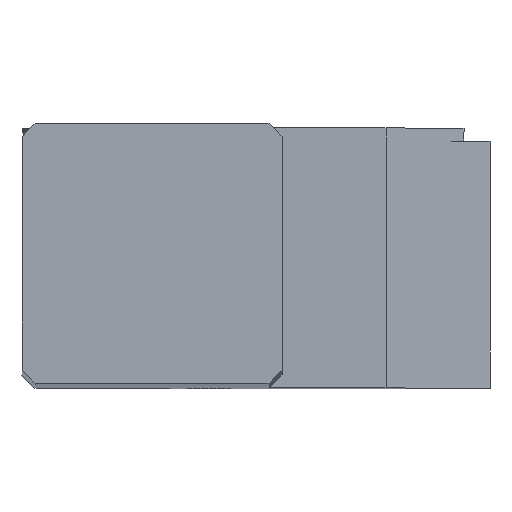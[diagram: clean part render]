
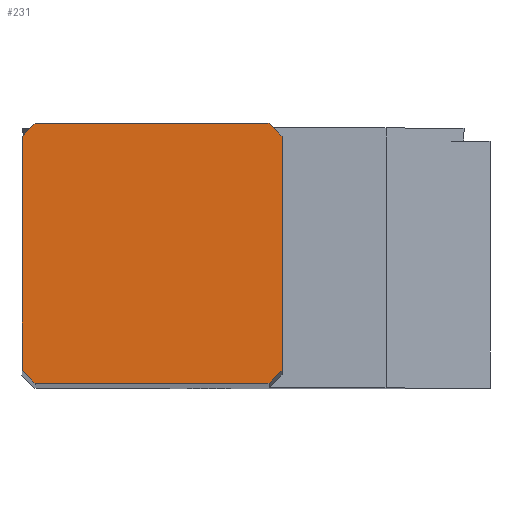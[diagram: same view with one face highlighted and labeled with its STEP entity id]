
A CAD part, top view. The second image highlights one B-rep face of the part: STEP entity #231.
In plain terms, the highlighted planar face has unit normal (0, 0, 1).
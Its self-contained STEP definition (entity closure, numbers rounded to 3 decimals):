
#147=FACE_OUTER_BOUND('',#368,.T.);
#231=ADVANCED_FACE('',(#147),#304,.T.);
#304=PLANE('',#1833);
#368=EDGE_LOOP('',(#615,#616,#617,#618,#619,#620,#621,#622));
#615=ORIENTED_EDGE('',*,*,#1175,.F.);
#616=ORIENTED_EDGE('',*,*,#1171,.F.);
#617=ORIENTED_EDGE('',*,*,#1168,.T.);
#618=ORIENTED_EDGE('',*,*,#1176,.F.);
#619=ORIENTED_EDGE('',*,*,#1177,.F.);
#620=ORIENTED_EDGE('',*,*,#1178,.F.);
#621=ORIENTED_EDGE('',*,*,#1104,.T.);
#622=ORIENTED_EDGE('',*,*,#1179,.F.);
#931=VERTEX_POINT('',#2554);
#932=VERTEX_POINT('',#2556);
#981=VERTEX_POINT('',#2692);
#982=VERTEX_POINT('',#2694);
#984=VERTEX_POINT('',#2700);
#985=VERTEX_POINT('',#2704);
#987=VERTEX_POINT('',#2710);
#988=VERTEX_POINT('',#2712);
#1104=EDGE_CURVE('',#932,#931,#1467,.T.);
#1168=EDGE_CURVE('',#982,#981,#1508,.T.);
#1171=EDGE_CURVE('',#982,#984,#1511,.T.);
#1175=EDGE_CURVE('',#984,#985,#1515,.T.);
#1176=EDGE_CURVE('',#987,#981,#1516,.T.);
#1177=EDGE_CURVE('',#988,#987,#1517,.T.);
#1178=EDGE_CURVE('',#932,#988,#1518,.T.);
#1179=EDGE_CURVE('',#985,#931,#1519,.T.);
#1467=LINE('',#2555,#1597);
#1508=LINE('',#2693,#1638);
#1511=LINE('',#2699,#1641);
#1515=LINE('',#2707,#1645);
#1516=LINE('',#2709,#1646);
#1517=LINE('',#2711,#1647);
#1518=LINE('',#2713,#1648);
#1519=LINE('',#2714,#1649);
#1597=VECTOR('',#2066,1.);
#1638=VECTOR('',#2175,1.);
#1641=VECTOR('',#2180,1.);
#1645=VECTOR('',#2186,1.);
#1646=VECTOR('',#2189,1.);
#1647=VECTOR('',#2190,1.);
#1648=VECTOR('',#2191,1.);
#1649=VECTOR('',#2192,1.);
#1833=AXIS2_PLACEMENT_3D('',#2715,#2193,#2194);
#2066=DIRECTION('',(1.,0.,0.));
#2175=DIRECTION('',(-1.,0.,0.));
#2180=DIRECTION('',(0.707,-0.707,0.));
#2186=DIRECTION('',(0.,-1.,0.));
#2189=DIRECTION('',(0.707,0.707,0.));
#2190=DIRECTION('',(0.,1.,0.));
#2191=DIRECTION('',(-0.707,0.707,0.));
#2192=DIRECTION('',(-0.707,-0.707,0.));
#2193=DIRECTION('',(0.,0.,1.));
#2194=DIRECTION('',(1.,0.,0.));
#2554=CARTESIAN_POINT('',(-0.5,0.,0.));
#2555=CARTESIAN_POINT('',(-9.5,0.,0.));
#2556=CARTESIAN_POINT('',(-9.5,0.,0.));
#2692=CARTESIAN_POINT('',(-9.5,10.,0.));
#2693=CARTESIAN_POINT('',(-0.5,10.,0.));
#2694=CARTESIAN_POINT('',(-0.5,10.,0.));
#2699=CARTESIAN_POINT('',(-0.5,10.,0.));
#2700=CARTESIAN_POINT('',(0.,9.5,0.));
#2704=CARTESIAN_POINT('',(0.,0.5,0.));
#2707=CARTESIAN_POINT('',(0.,9.5,0.));
#2709=CARTESIAN_POINT('',(-10.,9.5,0.));
#2710=CARTESIAN_POINT('',(-10.,9.5,0.));
#2711=CARTESIAN_POINT('',(-10.,0.5,0.));
#2712=CARTESIAN_POINT('',(-10.,0.5,0.));
#2713=CARTESIAN_POINT('',(-9.5,0.,0.));
#2714=CARTESIAN_POINT('',(0.,0.5,0.));
#2715=CARTESIAN_POINT('',(-5.,5.,0.));
